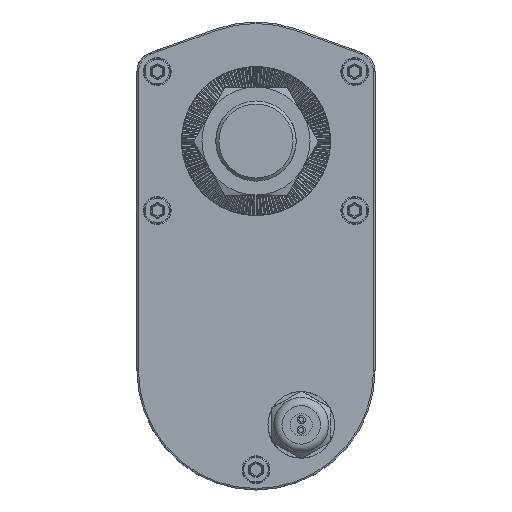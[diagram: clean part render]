
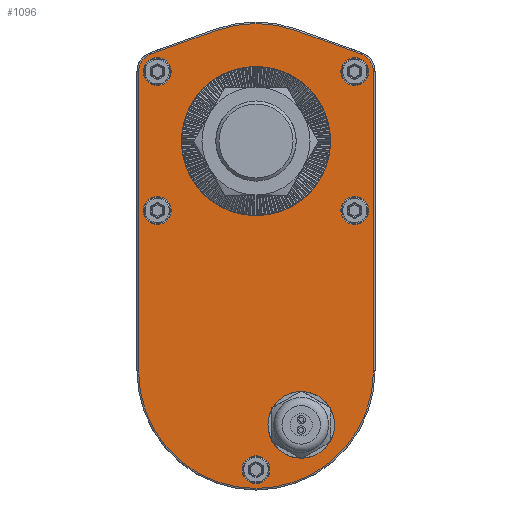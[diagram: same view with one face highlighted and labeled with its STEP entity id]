
A CAD part, front view. The second image highlights one B-rep face of the part: STEP entity #1096.
In plain terms, the highlighted planar face has unit normal (0, -1, 0).
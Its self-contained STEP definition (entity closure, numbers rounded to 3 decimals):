
#1096 = ADVANCED_FACE( '', ( #3025, #3026, #3027, #3028, #3029, #3030, #3031, #3032 ), #3033, .T. );
#3025 = FACE_BOUND( '', #5899, .T. );
#3026 = FACE_BOUND( '', #5900, .T. );
#3027 = FACE_BOUND( '', #5901, .T. );
#3028 = FACE_BOUND( '', #5902, .T. );
#3029 = FACE_BOUND( '', #5903, .T. );
#3030 = FACE_BOUND( '', #5904, .T. );
#3031 = FACE_OUTER_BOUND( '', #5905, .T. );
#3032 = FACE_BOUND( '', #5906, .T. );
#3033 = PLANE( '', #5907 );
#5899 = EDGE_LOOP( '', ( #15169 ) );
#5900 = EDGE_LOOP( '', ( #15170 ) );
#5901 = EDGE_LOOP( '', ( #15171 ) );
#5902 = EDGE_LOOP( '', ( #15172 ) );
#5903 = EDGE_LOOP( '', ( #15173 ) );
#5904 = EDGE_LOOP( '', ( #15174 ) );
#5905 = EDGE_LOOP( '', ( #15175, #15176, #15177, #15178, #15179, #15180, #15181, #15182 ) );
#5906 = EDGE_LOOP( '', ( #15183 ) );
#5907 = AXIS2_PLACEMENT_3D( '', #15184, #15185, #15186 );
#15169 = ORIENTED_EDGE( '', *, *, #22924, .F. );
#15170 = ORIENTED_EDGE( '', *, *, #22925, .T. );
#15171 = ORIENTED_EDGE( '', *, *, #22926, .T. );
#15172 = ORIENTED_EDGE( '', *, *, #22927, .T. );
#15173 = ORIENTED_EDGE( '', *, *, #22928, .T. );
#15174 = ORIENTED_EDGE( '', *, *, #22929, .T. );
#15175 = ORIENTED_EDGE( '', *, *, #22930, .T. );
#15176 = ORIENTED_EDGE( '', *, *, #22931, .T. );
#15177 = ORIENTED_EDGE( '', *, *, #22932, .T. );
#15178 = ORIENTED_EDGE( '', *, *, #22387, .T. );
#15179 = ORIENTED_EDGE( '', *, *, #22480, .T. );
#15180 = ORIENTED_EDGE( '', *, *, #22933, .T. );
#15181 = ORIENTED_EDGE( '', *, *, #22934, .T. );
#15182 = ORIENTED_EDGE( '', *, *, #22935, .T. );
#15183 = ORIENTED_EDGE( '', *, *, #22571, .F. );
#15184 = CARTESIAN_POINT( '', ( 0., 24.5, -74.5 ) );
#15185 = DIRECTION( '', ( 0., -1., 0. ) );
#15186 = DIRECTION( '', ( 0., 0., -1. ) );
#22387 = EDGE_CURVE( '', #25609, #25607, #25610, .T. );
#22480 = EDGE_CURVE( '', #25607, #25772, #25774, .T. );
#22571 = EDGE_CURVE( '', #25934, #25934, #25935, .T. );
#22924 = EDGE_CURVE( '', #26616, #26616, #26617, .T. );
#22925 = EDGE_CURVE( '', #26618, #26618, #26619, .T. );
#22926 = EDGE_CURVE( '', #26620, #26620, #26621, .T. );
#22927 = EDGE_CURVE( '', #26622, #26622, #26623, .T. );
#22928 = EDGE_CURVE( '', #26624, #26624, #26625, .T. );
#22929 = EDGE_CURVE( '', #26626, #26626, #26627, .T. );
#22930 = EDGE_CURVE( '', #26628, #26629, #26630, .T. );
#22931 = EDGE_CURVE( '', #26629, #26631, #26632, .T. );
#22932 = EDGE_CURVE( '', #26631, #25609, #26633, .T. );
#22933 = EDGE_CURVE( '', #25772, #26634, #26635, .T. );
#22934 = EDGE_CURVE( '', #26634, #26636, #26637, .T. );
#22935 = EDGE_CURVE( '', #26636, #26628, #26638, .T. );
#25607 = VERTEX_POINT( '', #30308 );
#25609 = VERTEX_POINT( '', #30310 );
#25610 = LINE( '', #30311, #30312 );
#25772 = VERTEX_POINT( '', #30576 );
#25774 = CIRCLE( '', #30578, 6.08 );
#25934 = VERTEX_POINT( '', #30785 );
#25935 = CIRCLE( '', #30786, 24.1 );
#26616 = VERTEX_POINT( '', #31475 );
#26617 = CIRCLE( '', #31476, 7.875 );
#26618 = VERTEX_POINT( '', #31477 );
#26619 = CIRCLE( '', #31478, 4.5 );
#26620 = VERTEX_POINT( '', #31479 );
#26621 = CIRCLE( '', #31480, 4.5 );
#26622 = VERTEX_POINT( '', #31481 );
#26623 = CIRCLE( '', #31482, 4.5 );
#26624 = VERTEX_POINT( '', #31483 );
#26625 = CIRCLE( '', #31484, 4.5 );
#26626 = VERTEX_POINT( '', #31485 );
#26627 = CIRCLE( '', #31486, 4.5 );
#26628 = VERTEX_POINT( '', #31487 );
#26629 = VERTEX_POINT( '', #31488 );
#26630 = CIRCLE( '', #31489, 6.08 );
#26631 = VERTEX_POINT( '', #31490 );
#26632 = LINE( '', #31491, #31492 );
#26633 = CIRCLE( '', #31493, 38.08 );
#26634 = VERTEX_POINT( '', #31494 );
#26635 = LINE( '', #31495, #31496 );
#26636 = VERTEX_POINT( '', #31497 );
#26637 = CIRCLE( '', #31498, 38.08 );
#26638 = LINE( '', #31499, #31500 );
#30308 = CARTESIAN_POINT( '', ( -34.067, 24.5, 28.178 ) );
#30310 = CARTESIAN_POINT( '', ( -12.944, 24.5, 35.813 ) );
#30311 = CARTESIAN_POINT( '', ( -36.76, 24.5, 27.204 ) );
#30312 = VECTOR( '', #39741, 1000. );
#30576 = CARTESIAN_POINT( '', ( -38.08, 24.5, 22.46 ) );
#30578 = AXIS2_PLACEMENT_3D( '', #39851, #39852, #39853 );
#30785 = CARTESIAN_POINT( '', ( 0., 24.5, -24.1 ) );
#30786 = AXIS2_PLACEMENT_3D( '', #39973, #39974, #39975 );
#31475 = CARTESIAN_POINT( '', ( 14.66, 24.5, -99.845 ) );
#31476 = AXIS2_PLACEMENT_3D( '', #41007, #41008, #41009 );
#31477 = CARTESIAN_POINT( '', ( 32., 24.5, 18. ) );
#31478 = AXIS2_PLACEMENT_3D( '', #41010, #41011, #41012 );
#31479 = CARTESIAN_POINT( '', ( 32., 24.5, -27. ) );
#31480 = AXIS2_PLACEMENT_3D( '', #41013, #41014, #41015 );
#31481 = CARTESIAN_POINT( '', ( -32., 24.5, -27. ) );
#31482 = AXIS2_PLACEMENT_3D( '', #41016, #41017, #41018 );
#31483 = CARTESIAN_POINT( '', ( 0., 24.5, -111. ) );
#31484 = AXIS2_PLACEMENT_3D( '', #41019, #41020, #41021 );
#31485 = CARTESIAN_POINT( '', ( -32., 24.5, 18. ) );
#31486 = AXIS2_PLACEMENT_3D( '', #41022, #41023, #41024 );
#31487 = CARTESIAN_POINT( '', ( 38.08, 24.5, 22.46 ) );
#31488 = CARTESIAN_POINT( '', ( 34.067, 24.5, 28.178 ) );
#31489 = AXIS2_PLACEMENT_3D( '', #41025, #41026, #41027 );
#31490 = CARTESIAN_POINT( '', ( 12.944, 24.5, 35.813 ) );
#31491 = CARTESIAN_POINT( '', ( 36.76, 24.5, 27.204 ) );
#31492 = VECTOR( '', #41028, 1000. );
#31493 = AXIS2_PLACEMENT_3D( '', #41029, #41030, #41031 );
#31494 = CARTESIAN_POINT( '', ( -38.08, 24.5, -74.5 ) );
#31495 = CARTESIAN_POINT( '', ( -38.08, 24.5, -74.5 ) );
#31496 = VECTOR( '', #41032, 1000. );
#31497 = CARTESIAN_POINT( '', ( 38.08, 24.5, -74.5 ) );
#31498 = AXIS2_PLACEMENT_3D( '', #41033, #41034, #41035 );
#31499 = CARTESIAN_POINT( '', ( 38.08, 24.5, -74.5 ) );
#31500 = VECTOR( '', #41036, 1000. );
#39741 = DIRECTION( '', ( -0.94, 0., -0.34 ) );
#39851 = CARTESIAN_POINT( '', ( -32., 24.5, 22.46 ) );
#39852 = DIRECTION( '', ( 0., -1., 0. ) );
#39853 = DIRECTION( '', ( 0., 0., -1. ) );
#39973 = CARTESIAN_POINT( '', ( 0., 24.5, 0. ) );
#39974 = DIRECTION( '', ( 0., -1., 0. ) );
#39975 = DIRECTION( '', ( 0., 0., -1. ) );
#41007 = CARTESIAN_POINT( '', ( 14.66, 24.5, -91.97 ) );
#41008 = DIRECTION( '', ( 0., -1., 0. ) );
#41009 = DIRECTION( '', ( 0., 0., -1. ) );
#41010 = CARTESIAN_POINT( '', ( 32., 24.5, 22.5 ) );
#41011 = DIRECTION( '', ( 0., 1., 0. ) );
#41012 = DIRECTION( '', ( 0., 0., -1. ) );
#41013 = CARTESIAN_POINT( '', ( 32., 24.5, -22.5 ) );
#41014 = DIRECTION( '', ( 0., 1., 0. ) );
#41015 = DIRECTION( '', ( 0., 0., -1. ) );
#41016 = CARTESIAN_POINT( '', ( -32., 24.5, -22.5 ) );
#41017 = DIRECTION( '', ( 0., 1., 0. ) );
#41018 = DIRECTION( '', ( 0., 0., -1. ) );
#41019 = CARTESIAN_POINT( '', ( 0., 24.5, -106.5 ) );
#41020 = DIRECTION( '', ( 0., 1., 0. ) );
#41021 = DIRECTION( '', ( 0., 0., -1. ) );
#41022 = CARTESIAN_POINT( '', ( -32., 24.5, 22.5 ) );
#41023 = DIRECTION( '', ( 0., 1., 0. ) );
#41024 = DIRECTION( '', ( 0., 0., -1. ) );
#41025 = CARTESIAN_POINT( '', ( 32., 24.5, 22.46 ) );
#41026 = DIRECTION( '', ( 0., -1., 0. ) );
#41027 = DIRECTION( '', ( 0., 0., -1. ) );
#41028 = DIRECTION( '', ( -0.94, 0., 0.34 ) );
#41029 = CARTESIAN_POINT( '', ( 0., 24.5, 0. ) );
#41030 = DIRECTION( '', ( 0., -1., 0. ) );
#41031 = DIRECTION( '', ( 0., 0., -1. ) );
#41032 = DIRECTION( '', ( 0., 0., -1. ) );
#41033 = CARTESIAN_POINT( '', ( 0., 24.5, -74.5 ) );
#41034 = DIRECTION( '', ( 0., -1., 0. ) );
#41035 = DIRECTION( '', ( 0., 0., -1. ) );
#41036 = DIRECTION( '', ( 0., 0., 1. ) );
